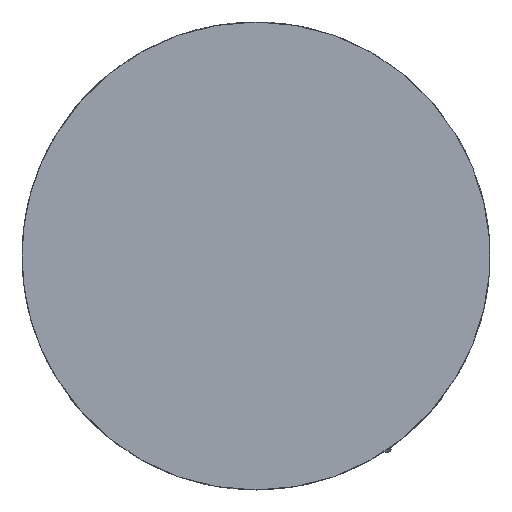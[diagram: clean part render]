
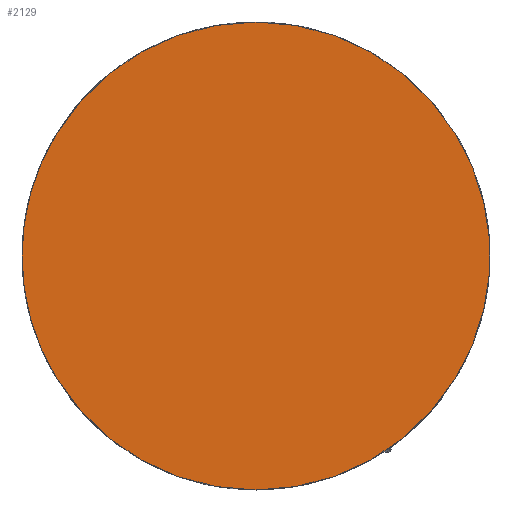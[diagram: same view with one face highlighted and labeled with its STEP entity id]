
A CAD part, front view. The second image highlights one B-rep face of the part: STEP entity #2129.
In plain terms, the highlighted planar face has unit normal (0, -1, 0).
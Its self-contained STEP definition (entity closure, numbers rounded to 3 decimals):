
#39 = EDGE_CURVE ( 'NONE', #2809, #1150, #3728, .T. ) ;
#82 = DIRECTION ( 'NONE',  ( 0., -1., 0. ) ) ;
#87 = ORIENTED_EDGE ( 'NONE', *, *, #1357, .T. ) ;
#135 = EDGE_LOOP ( 'NONE', ( #2545, #2894, #87, #4232, #1016, #1802 ) ) ;
#293 = CARTESIAN_POINT ( 'NONE',  ( 450., -15.5, 712. ) ) ;
#354 = DIRECTION ( 'NONE',  ( 0., -1., 0. ) ) ;
#386 = DIRECTION ( 'NONE',  ( 0., -1., 0. ) ) ;
#692 = DIRECTION ( 'NONE',  ( 0., 0., -1. ) ) ;
#791 = DIRECTION ( 'NONE',  ( 0., 0., -1. ) ) ;
#841 = CIRCLE ( 'NONE', #2777, 42.3 ) ;
#1014 = DIRECTION ( 'NONE',  ( 0., -1., 0. ) ) ;
#1016 = ORIENTED_EDGE ( 'NONE', *, *, #3930, .T. ) ;
#1034 = CARTESIAN_POINT ( 'NONE',  ( 450., -15.5, 712. ) ) ;
#1073 = CIRCLE ( 'NONE', #3907, 42.3 ) ;
#1077 = EDGE_CURVE ( 'NONE', #1150, #2747, #3662, .T. ) ;
#1110 = CARTESIAN_POINT ( 'NONE',  ( 450., -15.5, 712. ) ) ;
#1150 = VERTEX_POINT ( 'NONE', #4977 ) ;
#1357 = EDGE_CURVE ( 'NONE', #4366, #3294, #841, .T. ) ;
#1394 = PLANE ( 'NONE',  #4501 ) ;
#1479 = AXIS2_PLACEMENT_3D ( 'NONE', #1110, #386, #791 ) ;
#1619 = DIRECTION ( 'NONE',  ( 0., 0., -1. ) ) ;
#1802 = ORIENTED_EDGE ( 'NONE', *, *, #39, .T. ) ;
#2111 = CARTESIAN_POINT ( 'NONE',  ( 486.12, -15.5, 689.986 ) ) ;
#2120 = AXIS2_PLACEMENT_3D ( 'NONE', #1034, #3270, #4522 ) ;
#2129 = ADVANCED_FACE ( 'NONE', ( #3318 ), #1394, .T. ) ;
#2163 = DIRECTION ( 'NONE',  ( 0., 0., -1. ) ) ;
#2256 = CARTESIAN_POINT ( 'NONE',  ( 450., -15.5, 712. ) ) ;
#2293 = CARTESIAN_POINT ( 'NONE',  ( 413.88, -15.5, 734.014 ) ) ;
#2446 = AXIS2_PLACEMENT_3D ( 'NONE', #2256, #2987, #692 ) ;
#2545 = ORIENTED_EDGE ( 'NONE', *, *, #1077, .T. ) ;
#2720 = VERTEX_POINT ( 'NONE', #2293 ) ;
#2724 = CARTESIAN_POINT ( 'NONE',  ( 450., -15.5, 669.7 ) ) ;
#2747 = VERTEX_POINT ( 'NONE', #2724 ) ;
#2777 = AXIS2_PLACEMENT_3D ( 'NONE', #3542, #82, #1619 ) ;
#2809 = VERTEX_POINT ( 'NONE', #4561 ) ;
#2878 = CIRCLE ( 'NONE', #3530, 42.3 ) ;
#2889 = DIRECTION ( 'NONE',  ( 0., 0., -1. ) ) ;
#2894 = ORIENTED_EDGE ( 'NONE', *, *, #4820, .T. ) ;
#2926 = CIRCLE ( 'NONE', #2120, 42.3 ) ;
#2987 = DIRECTION ( 'NONE',  ( 0., -1., 0. ) ) ;
#3270 = DIRECTION ( 'NONE',  ( 0., -1., 0. ) ) ;
#3294 = VERTEX_POINT ( 'NONE', #4523 ) ;
#3318 = FACE_OUTER_BOUND ( 'NONE', #135, .T. ) ;
#3339 = DIRECTION ( 'NONE',  ( 0., 0., -1. ) ) ;
#3530 = AXIS2_PLACEMENT_3D ( 'NONE', #4028, #354, #2889 ) ;
#3542 = CARTESIAN_POINT ( 'NONE',  ( 450., -15.5, 712. ) ) ;
#3662 = CIRCLE ( 'NONE', #1479, 42.3 ) ;
#3728 = CIRCLE ( 'NONE', #2446, 42.3 ) ;
#3907 = AXIS2_PLACEMENT_3D ( 'NONE', #293, #4463, #2163 ) ;
#3930 = EDGE_CURVE ( 'NONE', #2720, #2809, #2878, .T. ) ;
#4028 = CARTESIAN_POINT ( 'NONE',  ( 450., -15.5, 712. ) ) ;
#4135 = EDGE_CURVE ( 'NONE', #3294, #2720, #1073, .T. ) ;
#4232 = ORIENTED_EDGE ( 'NONE', *, *, #4135, .T. ) ;
#4366 = VERTEX_POINT ( 'NONE', #2111 ) ;
#4463 = DIRECTION ( 'NONE',  ( 0., -1., 0. ) ) ;
#4476 = CARTESIAN_POINT ( 'NONE',  ( 450., -15.5, 712. ) ) ;
#4501 = AXIS2_PLACEMENT_3D ( 'NONE', #4476, #1014, #3339 ) ;
#4522 = DIRECTION ( 'NONE',  ( 0., 0., -1. ) ) ;
#4523 = CARTESIAN_POINT ( 'NONE',  ( 486.12, -15.5, 734.014 ) ) ;
#4561 = CARTESIAN_POINT ( 'NONE',  ( 407.7, -15.5, 712. ) ) ;
#4820 = EDGE_CURVE ( 'NONE', #2747, #4366, #2926, .T. ) ;
#4977 = CARTESIAN_POINT ( 'NONE',  ( 413.88, -15.5, 689.986 ) ) ;
